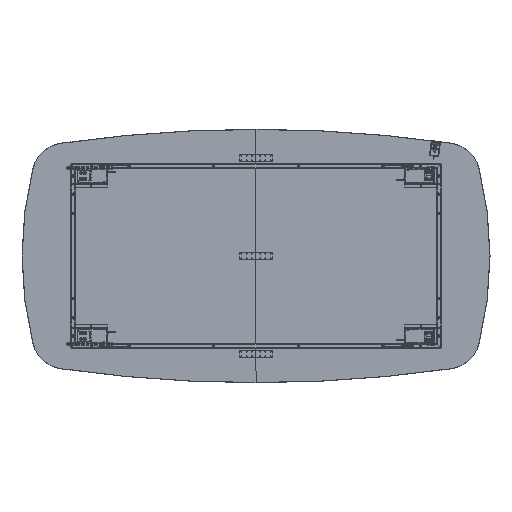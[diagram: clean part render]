
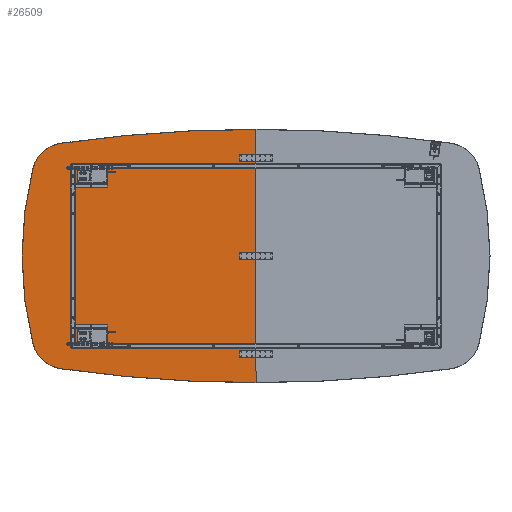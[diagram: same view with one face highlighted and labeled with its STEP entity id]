
A CAD part, front view. The second image highlights one B-rep face of the part: STEP entity #26509.
In plain terms, the highlighted planar face has unit normal (0, -1, 0).
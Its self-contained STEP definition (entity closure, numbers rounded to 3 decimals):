
#2428 = AXIS2_PLACEMENT_3D ( 'NONE', #10769, #19876, #40140 ) ;
#3502 = DIRECTION ( 'NONE',  ( 0., 0., 1. ) ) ;
#4099 = AXIS2_PLACEMENT_3D ( 'NONE', #44010, #55131, #18042 ) ;
#4948 = CARTESIAN_POINT ( 'NONE',  ( -1319.605, 750.9, 518.549 ) ) ;
#6335 = EDGE_CURVE ( 'NONE', #8250, #57665, #6448, .T. ) ;
#6448 = CIRCLE ( 'NONE', #50622, 8160. ) ;
#7239 = EDGE_LOOP ( 'NONE', ( #39140, #47896, #63922, #22411, #24228, #65428 ) ) ;
#8250 = VERTEX_POINT ( 'NONE', #53072 ) ;
#9937 = CARTESIAN_POINT ( 'NONE',  ( -1319.605, 750.9, -518.549 ) ) ;
#10769 = CARTESIAN_POINT ( 'NONE',  ( -1126.65, 750.9, 469.874 ) ) ;
#15374 = CIRCLE ( 'NONE', #2428, 199. ) ;
#15582 = VERTEX_POINT ( 'NONE', #34333 ) ;
#18042 = DIRECTION ( 'NONE',  ( 0., 0., 1. ) ) ;
#19334 = CARTESIAN_POINT ( 'NONE',  ( -1126.65, 750.9, -469.874 ) ) ;
#19589 = VERTEX_POINT ( 'NONE', #9937 ) ;
#19729 = AXIS2_PLACEMENT_3D ( 'NONE', #30420, #25349, #20277 ) ;
#19876 = DIRECTION ( 'NONE',  ( 0., -1., 0. ) ) ;
#20277 = DIRECTION ( 'NONE',  ( 0., 0., 1. ) ) ;
#21776 = CIRCLE ( 'NONE', #19729, 2120.041 ) ;
#22411 = ORIENTED_EDGE ( 'NONE', *, *, #58102, .T. ) ;
#23421 = PLANE ( 'NONE',  #4099 ) ;
#24228 = ORIENTED_EDGE ( 'NONE', *, *, #57762, .T. ) ;
#25128 = CARTESIAN_POINT ( 'NONE',  ( 0., 750.9, -3705.5 ) ) ;
#25349 = DIRECTION ( 'NONE',  ( 0., -1., 0. ) ) ;
#25796 = EDGE_CURVE ( 'NONE', #15582, #47966, #35321, .T. ) ;
#26509 = ADVANCED_FACE ( 'NONE', ( #38627 ), #23421, .F. ) ;
#30420 = CARTESIAN_POINT ( 'NONE',  ( 736.041, 750.9, 0. ) ) ;
#33235 = DIRECTION ( 'NONE',  ( 0., -1., 0. ) ) ;
#34333 = CARTESIAN_POINT ( 'NONE',  ( -1154.812, 750.9, -666.872 ) ) ;
#35321 = CIRCLE ( 'NONE', #42862, 8160. ) ;
#35814 = CARTESIAN_POINT ( 'NONE',  ( -1154.812, 750.9, 666.872 ) ) ;
#35934 = DIRECTION ( 'NONE',  ( 0., 0., 1. ) ) ;
#38627 = FACE_OUTER_BOUND ( 'NONE', #7239, .T. ) ;
#39140 = ORIENTED_EDGE ( 'NONE', *, *, #25796, .T. ) ;
#39768 = CARTESIAN_POINT ( 'NONE',  ( 0., 750.9, 7411. ) ) ;
#40140 = DIRECTION ( 'NONE',  ( 0., 0., 1. ) ) ;
#40704 = CARTESIAN_POINT ( 'NONE',  ( 0., 750.9, -7411. ) ) ;
#42862 = AXIS2_PLACEMENT_3D ( 'NONE', #39768, #54308, #65123 ) ;
#44010 = CARTESIAN_POINT ( 'NONE',  ( 368.021, 750.9, -3705.5 ) ) ;
#44768 = AXIS2_PLACEMENT_3D ( 'NONE', #19334, #33235, #3502 ) ;
#47186 = VECTOR ( 'NONE', #35934, 1000. ) ;
#47219 = EDGE_CURVE ( 'NONE', #19589, #15582, #65267, .T. ) ;
#47896 = ORIENTED_EDGE ( 'NONE', *, *, #64160, .T. ) ;
#47966 = VERTEX_POINT ( 'NONE', #52243 ) ;
#50622 = AXIS2_PLACEMENT_3D ( 'NONE', #40704, #55542, #66689 ) ;
#52243 = CARTESIAN_POINT ( 'NONE',  ( 0., 750.9, -749. ) ) ;
#53072 = CARTESIAN_POINT ( 'NONE',  ( 0., 750.9, 749. ) ) ;
#54308 = DIRECTION ( 'NONE',  ( 0., -1., 0. ) ) ;
#55131 = DIRECTION ( 'NONE',  ( 0., 1., 0. ) ) ;
#55542 = DIRECTION ( 'NONE',  ( 0., -1., 0. ) ) ;
#57665 = VERTEX_POINT ( 'NONE', #35814 ) ;
#57762 = EDGE_CURVE ( 'NONE', #58544, #19589, #21776, .T. ) ;
#58102 = EDGE_CURVE ( 'NONE', #57665, #58544, #15374, .T. ) ;
#58544 = VERTEX_POINT ( 'NONE', #4948 ) ;
#63922 = ORIENTED_EDGE ( 'NONE', *, *, #6335, .T. ) ;
#64160 = EDGE_CURVE ( 'NONE', #47966, #8250, #65319, .T. ) ;
#65123 = DIRECTION ( 'NONE',  ( 0., 0., 1. ) ) ;
#65267 = CIRCLE ( 'NONE', #44768, 199. ) ;
#65319 = LINE ( 'NONE', #25128, #47186 ) ;
#65428 = ORIENTED_EDGE ( 'NONE', *, *, #47219, .T. ) ;
#66689 = DIRECTION ( 'NONE',  ( 0., 0., 1. ) ) ;
